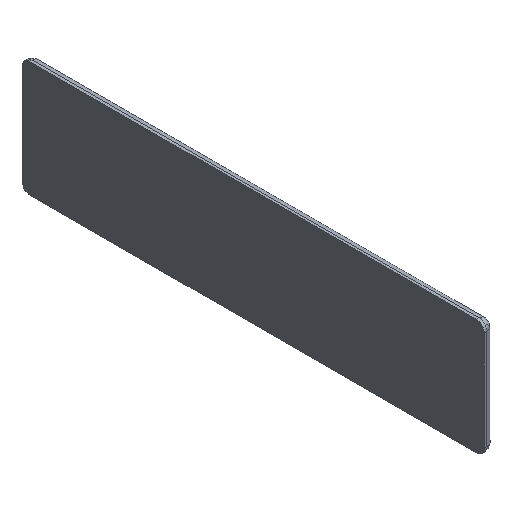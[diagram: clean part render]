
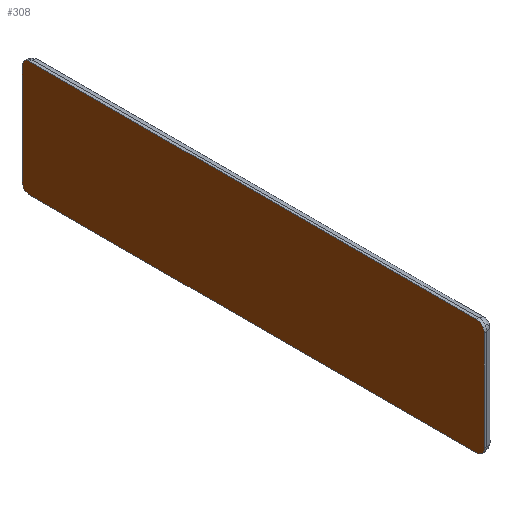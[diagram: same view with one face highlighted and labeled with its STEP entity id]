
A CAD part, isometric view. The second image highlights one B-rep face of the part: STEP entity #308.
In plain terms, the highlighted planar face has unit normal (-1, 0, 0).
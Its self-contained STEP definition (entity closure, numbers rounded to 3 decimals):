
#16 = VERTEX_POINT ( 'NONE', #379 ) ;
#23 = LINE ( 'NONE', #352, #42 ) ;
#33 = EDGE_CURVE ( 'NONE', #446, #381, #436, .T. ) ;
#37 = ORIENTED_EDGE ( 'NONE', *, *, #33, .F. ) ;
#42 = VECTOR ( 'NONE', #456, 1000. ) ;
#49 = CARTESIAN_POINT ( 'NONE',  ( 0., 87., -19.5 ) ) ;
#76 = AXIS2_PLACEMENT_3D ( 'NONE', #108, #617, #98 ) ;
#86 = CARTESIAN_POINT ( 'NONE',  ( 0., -87., 19.5 ) ) ;
#93 = CARTESIAN_POINT ( 'NONE',  ( 0., 87., -22.5 ) ) ;
#98 = DIRECTION ( 'NONE',  ( 0., 0., 1. ) ) ;
#99 = FACE_OUTER_BOUND ( 'NONE', #258, .T. ) ;
#107 = ORIENTED_EDGE ( 'NONE', *, *, #374, .F. ) ;
#108 = CARTESIAN_POINT ( 'NONE',  ( 0., 87., 19.5 ) ) ;
#135 = DIRECTION ( 'NONE',  ( 0., 0., -1. ) ) ;
#139 = CARTESIAN_POINT ( 'NONE',  ( 0., 99., -12.375 ) ) ;
#157 = CARTESIAN_POINT ( 'NONE',  ( 0., -87., 22.5 ) ) ;
#174 = CIRCLE ( 'NONE', #76, 3. ) ;
#176 = DIRECTION ( 'NONE',  ( 0., -1., 0. ) ) ;
#183 = CARTESIAN_POINT ( 'NONE',  ( 0., -90., 19.5 ) ) ;
#191 = EDGE_CURVE ( 'NONE', #16, #446, #174, .T. ) ;
#206 = EDGE_CURVE ( 'NONE', #465, #16, #23, .T. ) ;
#208 = AXIS2_PLACEMENT_3D ( 'NONE', #139, #443, #135 ) ;
#221 = LINE ( 'NONE', #501, #601 ) ;
#234 = EDGE_CURVE ( 'NONE', #477, #354, #221, .T. ) ;
#244 = VECTOR ( 'NONE', #650, 1000. ) ;
#250 = DIRECTION ( 'NONE',  ( 0., 1., 0. ) ) ;
#256 = AXIS2_PLACEMENT_3D ( 'NONE', #86, #344, #495 ) ;
#258 = EDGE_LOOP ( 'NONE', ( #357, #543, #460, #444, #360, #561, #107, #37 ) ) ;
#261 = DIRECTION ( 'NONE',  ( 0., 0., 1. ) ) ;
#262 = DIRECTION ( 'NONE',  ( 1., 0., 0. ) ) ;
#274 = CIRCLE ( 'NONE', #256, 3. ) ;
#291 = CIRCLE ( 'NONE', #548, 3. ) ;
#308 = ADVANCED_FACE ( 'NONE', ( #99 ), #451, .F. ) ;
#313 = CARTESIAN_POINT ( 'NONE',  ( 0., 90., -19.5 ) ) ;
#315 = EDGE_CURVE ( 'NONE', #488, #375, #463, .T. ) ;
#343 = DIRECTION ( 'NONE',  ( 0., 0., 1. ) ) ;
#344 = DIRECTION ( 'NONE',  ( 1., 0., 0. ) ) ;
#352 = CARTESIAN_POINT ( 'NONE',  ( 0., 90., -12.375 ) ) ;
#354 = VERTEX_POINT ( 'NONE', #93 ) ;
#357 = ORIENTED_EDGE ( 'NONE', *, *, #191, .F. ) ;
#360 = ORIENTED_EDGE ( 'NONE', *, *, #464, .F. ) ;
#367 = CARTESIAN_POINT ( 'NONE',  ( 0., 87., 22.5 ) ) ;
#374 = EDGE_CURVE ( 'NONE', #381, #488, #274, .T. ) ;
#375 = VERTEX_POINT ( 'NONE', #655 ) ;
#379 = CARTESIAN_POINT ( 'NONE',  ( 0., 90., 19.5 ) ) ;
#381 = VERTEX_POINT ( 'NONE', #157 ) ;
#394 = DIRECTION ( 'NONE',  ( 1., 0., 0. ) ) ;
#436 = LINE ( 'NONE', #636, #450 ) ;
#443 = DIRECTION ( 'NONE',  ( 1., 0., 0. ) ) ;
#444 = ORIENTED_EDGE ( 'NONE', *, *, #234, .F. ) ;
#446 = VERTEX_POINT ( 'NONE', #367 ) ;
#450 = VECTOR ( 'NONE', #176, 1000. ) ;
#451 = PLANE ( 'NONE',  #208 ) ;
#456 = DIRECTION ( 'NONE',  ( 0., 0., 1. ) ) ;
#460 = ORIENTED_EDGE ( 'NONE', *, *, #580, .F. ) ;
#463 = LINE ( 'NONE', #553, #244 ) ;
#464 = EDGE_CURVE ( 'NONE', #375, #477, #291, .T. ) ;
#465 = VERTEX_POINT ( 'NONE', #313 ) ;
#477 = VERTEX_POINT ( 'NONE', #522 ) ;
#488 = VERTEX_POINT ( 'NONE', #183 ) ;
#495 = DIRECTION ( 'NONE',  ( 0., 0., 1. ) ) ;
#501 = CARTESIAN_POINT ( 'NONE',  ( 0., 99., -22.5 ) ) ;
#517 = CIRCLE ( 'NONE', #596, 3. ) ;
#522 = CARTESIAN_POINT ( 'NONE',  ( 0., -87., -22.5 ) ) ;
#543 = ORIENTED_EDGE ( 'NONE', *, *, #206, .F. ) ;
#548 = AXIS2_PLACEMENT_3D ( 'NONE', #575, #262, #261 ) ;
#553 = CARTESIAN_POINT ( 'NONE',  ( 0., -90., -12.375 ) ) ;
#561 = ORIENTED_EDGE ( 'NONE', *, *, #315, .F. ) ;
#575 = CARTESIAN_POINT ( 'NONE',  ( 0., -87., -19.5 ) ) ;
#580 = EDGE_CURVE ( 'NONE', #354, #465, #517, .T. ) ;
#596 = AXIS2_PLACEMENT_3D ( 'NONE', #49, #394, #343 ) ;
#601 = VECTOR ( 'NONE', #250, 1000. ) ;
#617 = DIRECTION ( 'NONE',  ( 1., 0., 0. ) ) ;
#636 = CARTESIAN_POINT ( 'NONE',  ( 0., 99., 22.5 ) ) ;
#650 = DIRECTION ( 'NONE',  ( 0., 0., -1. ) ) ;
#655 = CARTESIAN_POINT ( 'NONE',  ( 0., -90., -19.5 ) ) ;
